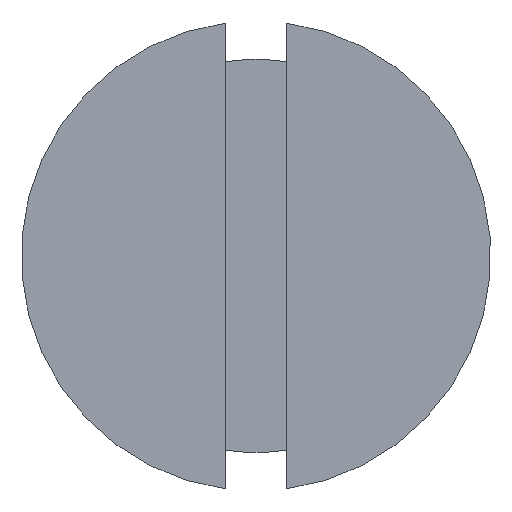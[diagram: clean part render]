
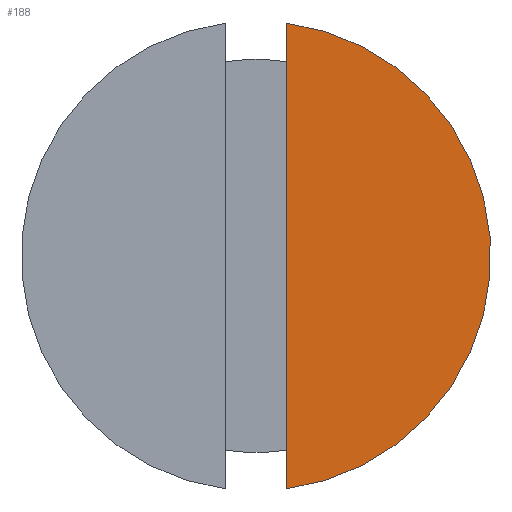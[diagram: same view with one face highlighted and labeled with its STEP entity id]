
A CAD part, left-side view. The second image highlights one B-rep face of the part: STEP entity #188.
In plain terms, the highlighted planar face has unit normal (-1, 0, 0).
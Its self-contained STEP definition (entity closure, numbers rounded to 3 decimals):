
#24=CIRCLE('',#216,4.6);
#36=ORIENTED_EDGE('',*,*,#84,.F.);
#37=ORIENTED_EDGE('',*,*,#85,.T.);
#84=EDGE_CURVE('',#108,#109,#126,.T.);
#85=EDGE_CURVE('',#108,#109,#24,.T.);
#108=VERTEX_POINT('',#306);
#109=VERTEX_POINT('',#307);
#126=LINE('',#305,#134);
#134=VECTOR('',#245,1000.);
#142=EDGE_LOOP('',(#36,#37));
#162=FACE_BOUND('',#142,.T.);
#182=PLANE('',#215);
#188=ADVANCED_FACE('',(#162),#182,.F.);
#215=AXIS2_PLACEMENT_3D('',#304,#243,#244);
#216=AXIS2_PLACEMENT_3D('',#308,#246,#247);
#243=DIRECTION('',(1.,0.,0.));
#244=DIRECTION('',(0.,0.,-1.));
#245=DIRECTION('',(0.,0.,1.));
#246=DIRECTION('',(-1.,0.,0.));
#247=DIRECTION('',(0.,0.,1.));
#304=CARTESIAN_POINT('',(0.,0.,4.6));
#305=CARTESIAN_POINT('',(0.,-0.6,4.6));
#306=CARTESIAN_POINT('',(0.,-0.6,-4.561));
#307=CARTESIAN_POINT('',(0.,-0.6,4.561));
#308=CARTESIAN_POINT('',(0.,0.,0.));
